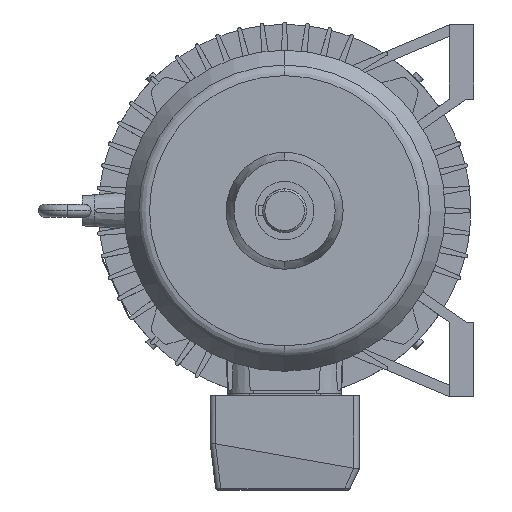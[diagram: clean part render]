
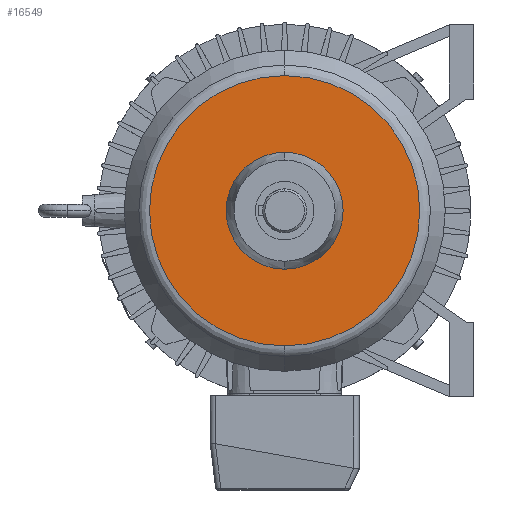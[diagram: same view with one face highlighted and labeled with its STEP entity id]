
A CAD part, left-side view. The second image highlights one B-rep face of the part: STEP entity #16549.
In plain terms, the highlighted planar face has unit normal (-1, 0, 0).
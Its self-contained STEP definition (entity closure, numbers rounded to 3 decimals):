
#16549 = ADVANCED_FACE ( 'NONE', ( #12540, #12541 ), #12542, .F. ) ;
#17044 = EDGE_CURVE ( 'NONE', #8719, #7107, #12973, .T. ) ;
#861 = CIRCLE ( 'NONE', #862, 55.003 ) ;
#862 = AXIS2_PLACEMENT_3D ( 'NONE', #863, #864, #872 ) ;
#863 = CARTESIAN_POINT ( 'NONE',  ( -43., 0., 0. ) ) ;
#864 = DIRECTION ( 'NONE',  ( -1., 0., 0. ) ) ;
#872 = DIRECTION ( 'NONE',  ( 0., 0., 1. ) ) ;
#1491 = ORIENTED_EDGE ( 'NONE', *, *, #17044, .T. ) ;
#1800 = VERTEX_POINT ( 'NONE', #21964 ) ;
#2092 = EDGE_CURVE ( 'NONE', #3217, #1800, #22374, .T. ) ;
#2210 = ORIENTED_EDGE ( 'NONE', *, *, #7401, .T. ) ;
#2842 = EDGE_LOOP ( 'NONE', ( #2210, #1491 ) ) ;
#2862 = ORIENTED_EDGE ( 'NONE', *, *, #3840, .F. ) ;
#3153 = ORIENTED_EDGE ( 'NONE', *, *, #2092, .F. ) ;
#3217 = VERTEX_POINT ( 'NONE', #23275 ) ;
#3840 = EDGE_CURVE ( 'NONE', #1800, #3217, #861, .T. ) ;
#4112 = CARTESIAN_POINT ( 'NONE',  ( -43., 0., 127.112 ) ) ;
#4332 = CIRCLE ( 'NONE', #4333, 127.112 ) ;
#4333 = AXIS2_PLACEMENT_3D ( 'NONE', #4334, #4335, #4336 ) ;
#4334 = CARTESIAN_POINT ( 'NONE',  ( -43., 0., 0. ) ) ;
#4335 = DIRECTION ( 'NONE',  ( -1., 0., 0. ) ) ;
#4336 = DIRECTION ( 'NONE',  ( 0., 0., 1. ) ) ;
#5454 = CARTESIAN_POINT ( 'NONE',  ( -43., 0., -127.112 ) ) ;
#21964 = CARTESIAN_POINT ( 'NONE',  ( -43., 0., -55.003 ) ) ;
#22374 = CIRCLE ( 'NONE', #22375, 55.003 ) ;
#22375 = AXIS2_PLACEMENT_3D ( 'NONE', #22376, #22377, #22378 ) ;
#22376 = CARTESIAN_POINT ( 'NONE',  ( -43., 0., 0. ) ) ;
#22377 = DIRECTION ( 'NONE',  ( -1., 0., 0. ) ) ;
#22378 = DIRECTION ( 'NONE',  ( 0., 0., 1. ) ) ;
#23275 = CARTESIAN_POINT ( 'NONE',  ( -43., 0., 55.003 ) ) ;
#7107 = VERTEX_POINT ( 'NONE', #4112 ) ;
#7401 = EDGE_CURVE ( 'NONE', #7107, #8719, #4332, .T. ) ;
#8719 = VERTEX_POINT ( 'NONE', #5454 ) ;
#12540 = FACE_BOUND ( 'NONE', #16250, .T. ) ;
#12541 = FACE_OUTER_BOUND ( 'NONE', #2842, .T. ) ;
#12542 = PLANE ( 'NONE',  #12543 ) ;
#12543 = AXIS2_PLACEMENT_3D ( 'NONE', #12544, #12545, #12546 ) ;
#12544 = CARTESIAN_POINT ( 'NONE',  ( -43., 127.112, 0. ) ) ;
#12545 = DIRECTION ( 'NONE',  ( 1., 0., 0. ) ) ;
#12546 = DIRECTION ( 'NONE',  ( 0., 0., -1. ) ) ;
#12973 = CIRCLE ( 'NONE', #12974, 127.112 ) ;
#12974 = AXIS2_PLACEMENT_3D ( 'NONE', #12975, #12976, #12985 ) ;
#12975 = CARTESIAN_POINT ( 'NONE',  ( -43., 0., 0. ) ) ;
#12976 = DIRECTION ( 'NONE',  ( -1., 0., 0. ) ) ;
#12985 = DIRECTION ( 'NONE',  ( 0., 0., 1. ) ) ;
#16250 = EDGE_LOOP ( 'NONE', ( #2862, #3153 ) ) ;
